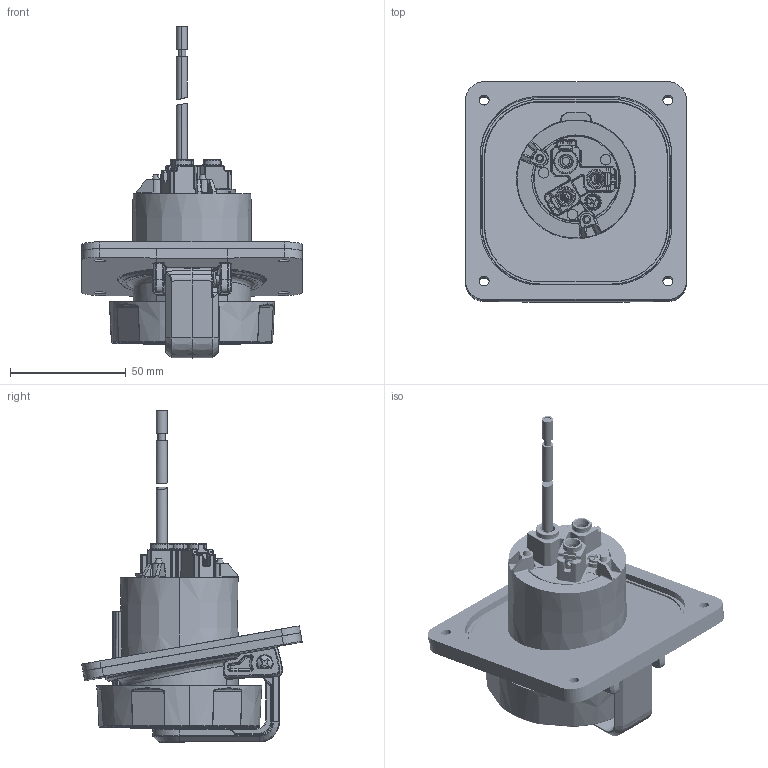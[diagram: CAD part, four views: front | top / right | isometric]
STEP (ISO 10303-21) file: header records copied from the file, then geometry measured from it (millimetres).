
FILE_DESCRIPTION (( 'STEP AP214' ), '1' );
FILE_NAME ('ORC6870-M01.STEP', '2025-09-12T20:11:40', ( '' ), ( '' ), 'SwSTEP 2.0', 'SolidWorks 2024', '' );
FILE_SCHEMA (( 'AUTOMOTIVE_DESIGN' ));
Length unit declared in the file: inch
Products named in the file (1): ORC6870-M01
Bounding box: 95.25 x 95.04 x 143.15 mm (x, y, z)
Volume: 199508.8 mm3; surface area: 110986.7 mm2
Topology: 25 solids, 25 shells, 4721 faces, 12110 edges, 7283 vertices
Faces by surface type: cylinder 1387, bspline 1151, plane 986, torus 609, cone 405, sphere 183
Entity records: 178942 total; most frequent: CARTESIAN_POINT 78067, ORIENTED_EDGE 24012, DIRECTION 18171, EDGE_CURVE 12006, AXIS2_PLACEMENT_3D 7426, VERTEX_POINT 7278, EDGE_LOOP 4846, ADVANCED_FACE 4720
